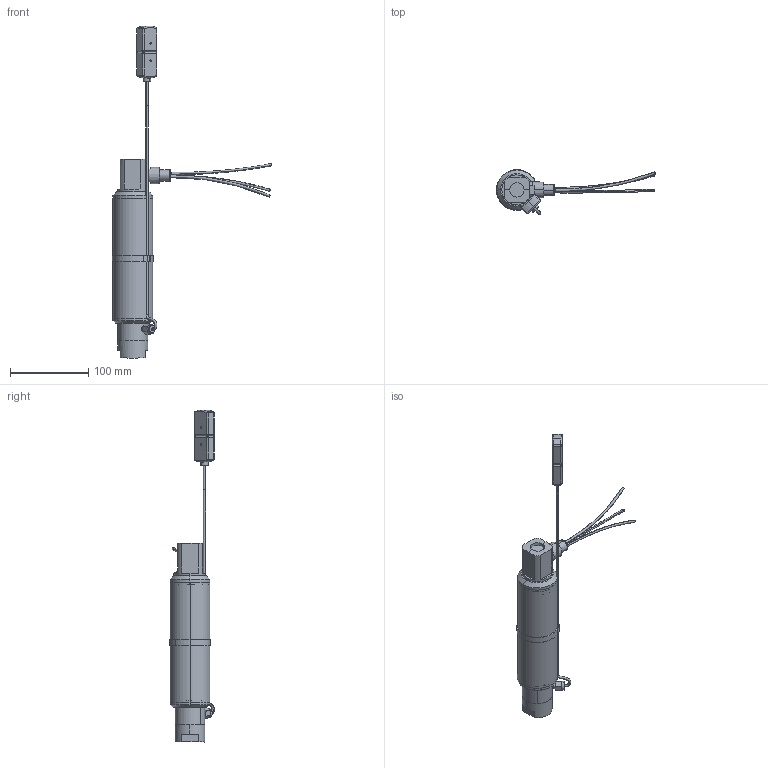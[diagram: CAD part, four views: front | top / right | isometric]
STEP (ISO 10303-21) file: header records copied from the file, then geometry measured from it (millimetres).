
FILE_DESCRIPTION (( 'STEP AP203' ), '1' );
FILE_NAME ('CT150 1CER 1-2F 1-2F-TF1 AUG2017 203.STEP', '2017-08-31T18:04:14', ( '' ), ( '' ), 'SwSTEP 2.0', 'SolidWorks 2017', '' );
FILE_SCHEMA (( 'CONFIG_CONTROL_DESIGN' ));
Length unit declared in the file: inch
Products named in the file (1): CT150 1CER 1-2F 1-2F-TF1 AUG2017 203
Bounding box: 203.45 x 57.24 x 424.15 mm (x, y, z)
Volume: 138526.4 mm3; surface area: 110088.1 mm2
Topology: 23 solids, 23 shells, 385 faces, 857 edges, 527 vertices
Faces by surface type: cylinder 178, plane 116, cone 51, bspline 16, sphere 16, torus 8
Entity records: 12871 total; most frequent: CARTESIAN_POINT 4074, DIRECTION 1973, ORIENTED_EDGE 1698, EDGE_CURVE 849, AXIS2_PLACEMENT_3D 821, VERTEX_POINT 527, CIRCLE 451, EDGE_LOOP 440
